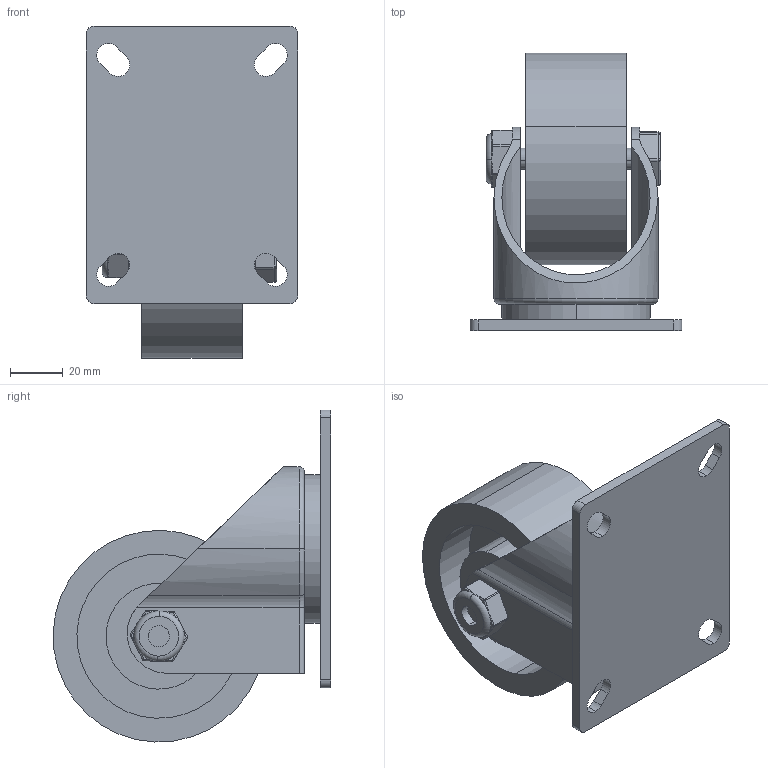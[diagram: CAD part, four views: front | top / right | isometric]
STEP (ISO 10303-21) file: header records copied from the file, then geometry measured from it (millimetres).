
FILE_DESCRIPTION (( 'STEP AP214' ), '1' );
FILE_NAME ('B928 Êîëåñî áåç òîðìîçà O80 ñ ïëàòôîðìîé.STEP', '2026-01-19T08:25:36', ( '' ), ( '' ), 'SwSTEP 2.0', 'SolidWorks 2026', '' );
FILE_SCHEMA (( 'AUTOMOTIVE_DESIGN' ));
Length unit declared in the file: millimetre
Products named in the file (7): B928 Колесо без тормоза Ø80 с платформой; B928 Закрытая гайка_00; B928 Колесо_00; B928 для колеса_00; B928 Вал_00; B928 Платформа_00; B928 Еще одна гайка_00
Assembly tree (6 placements, depth 2):
  B928 Колесо без тормоза Ø80 с платформой
    B928 Платформа_00
    B928 для колеса_00
    B928 Колесо_00
    B928 Вал_00
    B928 Закрытая гайка_00
    B928 Еще одна гайка_00
Bounding box: 80 x 104.97 x 125.47 mm (x, y, z)
Volume: 229550.1 mm3; surface area: 75920.8 mm2
Topology: 6 solids, 6 shells, 182 faces, 451 edges, 266 vertices
Faces by surface type: cylinder 94, plane 57, sphere 12, bspline 12, torus 7
Entity records: 6086 total; most frequent: CARTESIAN_POINT 1324, DIRECTION 970, ORIENTED_EDGE 854, EDGE_CURVE 427, AXIS2_PLACEMENT_3D 388, VERTEX_POINT 264, EDGE_LOOP 209, CIRCLE 209
